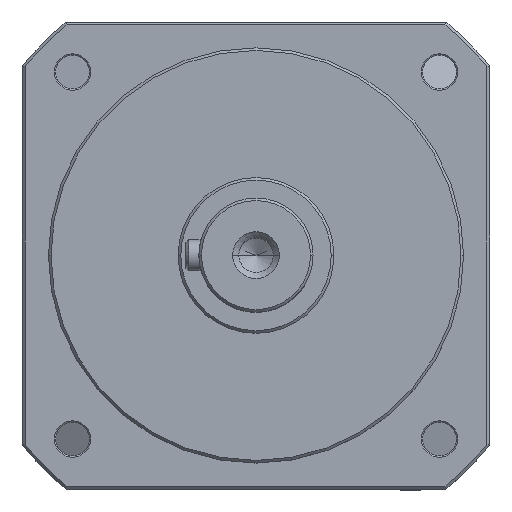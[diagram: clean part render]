
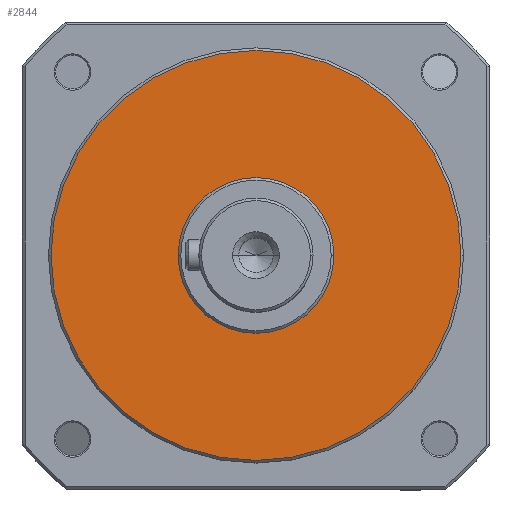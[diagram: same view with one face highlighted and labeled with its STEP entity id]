
A CAD part, top view. The second image highlights one B-rep face of the part: STEP entity #2844.
In plain terms, the highlighted planar face has unit normal (0, 0, 1).
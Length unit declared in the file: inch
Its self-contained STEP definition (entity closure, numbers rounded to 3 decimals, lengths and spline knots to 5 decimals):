
#832 = ORIENTED_EDGE ( 'NONE', *, *, #5298, .F. ) ;
#881 = CARTESIAN_POINT ( 'NONE',  ( 0.88214, -0.23956, 1.3189 ) ) ;
#989 = CIRCLE ( 'NONE', #2190, 0.59055 ) ;
#1239 = CARTESIAN_POINT ( 'NONE',  ( 0.29159, -0.23956, 1.3189 ) ) ;
#1380 = EDGE_CURVE ( 'NONE', #1838, #6387, #1807, .T. ) ;
#1462 = EDGE_LOOP ( 'NONE', ( #5680, #3010 ) ) ;
#1636 = DIRECTION ( 'NONE',  ( 0., 0., -1. ) ) ;
#1678 = DIRECTION ( 'NONE',  ( 0., 0., -1. ) ) ;
#1762 = CIRCLE ( 'NONE', #6898, 1.55512 ) ;
#1807 = CIRCLE ( 'NONE', #3163, 1.55512 ) ;
#1838 = VERTEX_POINT ( 'NONE', #7303 ) ;
#2052 = VERTEX_POINT ( 'NONE', #881 ) ;
#2190 = AXIS2_PLACEMENT_3D ( 'NONE', #3705, #7736, #2394 ) ;
#2235 = DIRECTION ( 'NONE',  ( -1., 0., 0. ) ) ;
#2360 = CARTESIAN_POINT ( 'NONE',  ( -1.26353, -0.23956, 1.3189 ) ) ;
#2394 = DIRECTION ( 'NONE',  ( -1., 0., 0. ) ) ;
#2844 = ADVANCED_FACE ( 'NONE', ( #4627, #8351 ), #5091, .T. ) ;
#3010 = ORIENTED_EDGE ( 'NONE', *, *, #4449, .T. ) ;
#3051 = CARTESIAN_POINT ( 'NONE',  ( 0.29159, -0.23956, 1.3189 ) ) ;
#3163 = AXIS2_PLACEMENT_3D ( 'NONE', #4380, #1636, #2235 ) ;
#3264 = CARTESIAN_POINT ( 'NONE',  ( 1.8467, -0.23956, 1.3189 ) ) ;
#3346 = EDGE_LOOP ( 'NONE', ( #7289, #832 ) ) ;
#3705 = CARTESIAN_POINT ( 'NONE',  ( 0.29159, -0.23956, 1.3189 ) ) ;
#4380 = CARTESIAN_POINT ( 'NONE',  ( 0.29159, -0.23956, 1.3189 ) ) ;
#4449 = EDGE_CURVE ( 'NONE', #2052, #6253, #989, .T. ) ;
#4627 = FACE_BOUND ( 'NONE', #1462, .T. ) ;
#5061 = DIRECTION ( 'NONE',  ( -1., 0., 0. ) ) ;
#5091 = PLANE ( 'NONE',  #8344 ) ;
#5298 = EDGE_CURVE ( 'NONE', #6387, #1838, #1762, .T. ) ;
#5566 = AXIS2_PLACEMENT_3D ( 'NONE', #1239, #7890, #5906 ) ;
#5680 = ORIENTED_EDGE ( 'NONE', *, *, #7841, .T. ) ;
#5840 = CARTESIAN_POINT ( 'NONE',  ( -0.29897, -0.23956, 1.3189 ) ) ;
#5906 = DIRECTION ( 'NONE',  ( -1., 0., 0. ) ) ;
#6253 = VERTEX_POINT ( 'NONE', #5840 ) ;
#6387 = VERTEX_POINT ( 'NONE', #3264 ) ;
#6898 = AXIS2_PLACEMENT_3D ( 'NONE', #3051, #1678, #5061 ) ;
#7289 = ORIENTED_EDGE ( 'NONE', *, *, #1380, .F. ) ;
#7303 = CARTESIAN_POINT ( 'NONE',  ( -1.26353, -0.23956, 1.3189 ) ) ;
#7316 = CIRCLE ( 'NONE', #5566, 0.59055 ) ;
#7668 = DIRECTION ( 'NONE',  ( 0., 0., 1. ) ) ;
#7736 = DIRECTION ( 'NONE',  ( 0., 0., -1. ) ) ;
#7841 = EDGE_CURVE ( 'NONE', #6253, #2052, #7316, .T. ) ;
#7890 = DIRECTION ( 'NONE',  ( 0., 0., -1. ) ) ;
#8344 = AXIS2_PLACEMENT_3D ( 'NONE', #2360, #7668, #8367 ) ;
#8351 = FACE_OUTER_BOUND ( 'NONE', #3346, .T. ) ;
#8367 = DIRECTION ( 'NONE',  ( 1., 0., 0. ) ) ;
